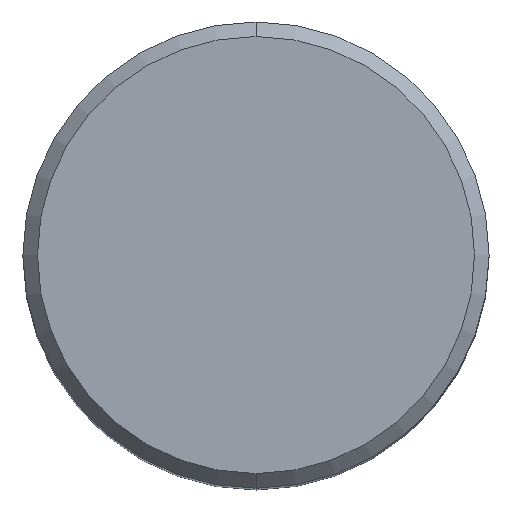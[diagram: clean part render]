
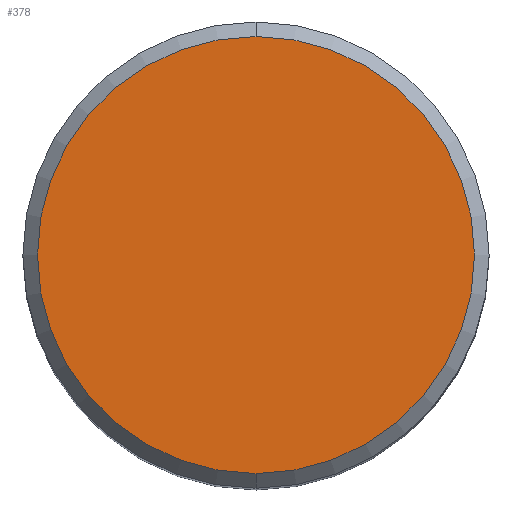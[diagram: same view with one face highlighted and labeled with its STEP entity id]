
A CAD part, top view. The second image highlights one B-rep face of the part: STEP entity #378.
In plain terms, the highlighted planar face has unit normal (0, 0, 1).
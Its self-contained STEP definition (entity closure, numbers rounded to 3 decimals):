
#276=EDGE_CURVE('',#322,#394,#589,.T.);
#322=VERTEX_POINT('',#640);
#378=ADVANCED_FACE('',(#703),#704,.T.);
#386=EDGE_CURVE('',#394,#322,#712,.T.);
#394=VERTEX_POINT('',#720);
#589=CIRCLE('',#993,15.0);
#640=CARTESIAN_POINT('',(0.0,15.0,71.505));
#703=FACE_OUTER_BOUND('',#1231,.T.);
#704=PLANE('',#1232);
#712=CIRCLE('',#1242,15.0);
#720=CARTESIAN_POINT('',(0.,-15.0,71.505));
#993=AXIS2_PLACEMENT_3D('',#1577,#1578,#1579);
#1231=EDGE_LOOP('',(#1723,#1724));
#1232=AXIS2_PLACEMENT_3D('',#1725,#1726,#1727);
#1242=AXIS2_PLACEMENT_3D('',#1731,#1732,#1733);
#1577=CARTESIAN_POINT('',(0.0,0.0,71.505));
#1578=DIRECTION('',(0.0,0.0,-1.0));
#1579=DIRECTION('',(0.0,1.0,0.0));
#1723=ORIENTED_EDGE('',*,*,#276,.F.);
#1724=ORIENTED_EDGE('',*,*,#386,.F.);
#1725=CARTESIAN_POINT('',(0.0,7.5,71.505));
#1726=DIRECTION('',(-0.0,0.0,1.0));
#1727=DIRECTION('',(0.0,-1.0,0.0));
#1731=CARTESIAN_POINT('',(0.0,0.0,71.505));
#1732=DIRECTION('',(0.0,0.0,-1.0));
#1733=DIRECTION('',(0.0,1.0,0.0));
